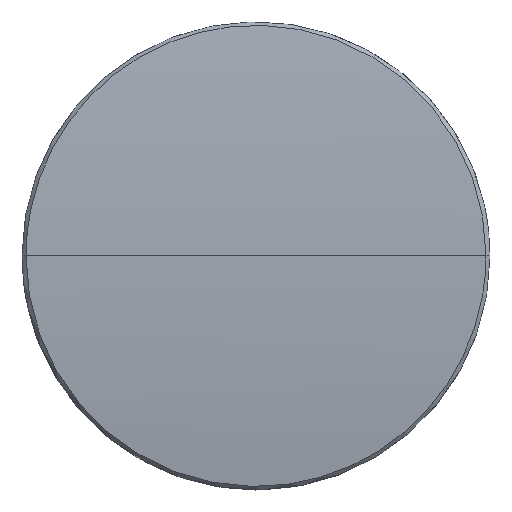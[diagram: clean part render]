
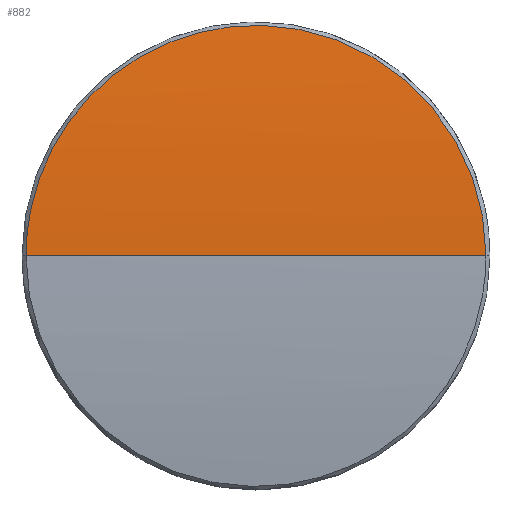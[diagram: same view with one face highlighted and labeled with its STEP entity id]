
A CAD part, top view. The second image highlights one B-rep face of the part: STEP entity #882.
In plain terms, the highlighted cylindrical face has radius 81.93 mm (diameter 163.86 mm), a partial arc.
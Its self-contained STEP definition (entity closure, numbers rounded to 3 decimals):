
#6 = CARTESIAN_POINT ( 'NONE',  ( 1.499, 11.436, 2.698 ) ) ;
#117 = CARTESIAN_POINT ( 'NONE',  ( -3.706, 10.92, 2.769 ) ) ;
#130 = CARTESIAN_POINT ( 'NONE',  ( 11.35, 1.892, 3.479 ) ) ;
#148 = VERTEX_POINT ( 'NONE', #1085 ) ;
#156 = CARTESIAN_POINT ( 'NONE',  ( -9.771, 6.091, 3.274 ) ) ;
#177 = CARTESIAN_POINT ( 'NONE',  ( 11.111, 2.995, 3.446 ) ) ;
#191 = CYLINDRICAL_SURFACE ( 'NONE', #769, 81.93 ) ;
#198 = CARTESIAN_POINT ( 'NONE',  ( 10.893, 3.714, 3.416 ) ) ;
#205 = CARTESIAN_POINT ( 'NONE',  ( -10.95, 3.527, 3.424 ) ) ;
#316 = CARTESIAN_POINT ( 'NONE',  ( -2.618, 11.232, 2.726 ) ) ;
#326 = CARTESIAN_POINT ( 'NONE',  ( 6.7, 9.377, 2.962 ) ) ;
#372 = CARTESIAN_POINT ( 'NONE',  ( 11.481, 0.758, 3.497 ) ) ;
#385 = CARTESIAN_POINT ( 'NONE',  ( 9.14, 7.036, 3.199 ) ) ;
#390 = EDGE_CURVE ( 'NONE', #148, #2443, #1754, .T. ) ;
#501 = ORIENTED_EDGE ( 'NONE', *, *, #390, .T. ) ;
#519 = CARTESIAN_POINT ( 'NONE',  ( -5.752, 9.984, 2.889 ) ) ;
#560 = DIRECTION ( 'NONE',  ( 0., 0., 1. ) ) ;
#569 = CARTESIAN_POINT ( 'NONE',  ( -6.076, 9.789, 2.913 ) ) ;
#573 = CARTESIAN_POINT ( 'NONE',  ( -9.964, 5.769, 3.297 ) ) ;
#580 = CARTESIAN_POINT ( 'NONE',  ( 11.407, 1.515, 3.487 ) ) ;
#608 = CARTESIAN_POINT ( 'NONE',  ( 8.664, 7.618, 3.147 ) ) ;
#719 = CARTESIAN_POINT ( 'NONE',  ( 7.862, 8.422, 3.066 ) ) ;
#756 = CARTESIAN_POINT ( 'NONE',  ( 40., 0., -78.43 ) ) ;
#764 = CARTESIAN_POINT ( 'NONE',  ( -1.503, 11.455, 2.695 ) ) ;
#769 = AXIS2_PLACEMENT_3D ( 'NONE', #756, #1524, #560 ) ;
#774 = CARTESIAN_POINT ( 'NONE',  ( 11.5, 0.38, 3.5 ) ) ;
#786 = CARTESIAN_POINT ( 'NONE',  ( 5.757, 9.987, 2.889 ) ) ;
#791 = CARTESIAN_POINT ( 'NONE',  ( -11.407, 1.51, 3.487 ) ) ;
#796 = CARTESIAN_POINT ( 'NONE',  ( -7.864, 8.42, 3.066 ) ) ;
#799 = CARTESIAN_POINT ( 'NONE',  ( 0.936, 11.491, 2.69 ) ) ;
#874 = EDGE_LOOP ( 'NONE', ( #2022, #501 ) ) ;
#882 = ADVANCED_FACE ( 'NONE', ( #1951 ), #191, .T. ) ;
#906 = CARTESIAN_POINT ( 'NONE',  ( 4.745, 10.508, 2.823 ) ) ;
#951 = CARTESIAN_POINT ( 'NONE',  ( 4.05, 10.796, 2.785 ) ) ;
#971 = CARTESIAN_POINT ( 'NONE',  ( 10.55, 4.592, 3.371 ) ) ;
#983 = CARTESIAN_POINT ( 'NONE',  ( 10.767, 4.067, 3.399 ) ) ;
#1085 = CARTESIAN_POINT ( 'NONE',  ( 11.5, 0., 3.5 ) ) ;
#1130 = CARTESIAN_POINT ( 'NONE',  ( -11.352, 1.881, 3.479 ) ) ;
#1155 = CARTESIAN_POINT ( 'NONE',  ( 7.001, 9.153, 2.987 ) ) ;
#1160 = CARTESIAN_POINT ( 'NONE',  ( -10.695, 4.243, 3.39 ) ) ;
#1177 = CARTESIAN_POINT ( 'NONE',  ( -8.397, 7.886, 3.12 ) ) ;
#1266 = DIRECTION ( 'NONE',  ( -1., 0., 0. ) ) ;
#1287 = CARTESIAN_POINT ( 'NONE',  ( 0.181, 11.528, 2.685 ) ) ;
#1331 = CARTESIAN_POINT ( 'NONE',  ( -7.01, 9.147, 2.988 ) ) ;
#1334 = CARTESIAN_POINT ( 'NONE',  ( -6.237, 9.687, 2.925 ) ) ;
#1344 = CARTESIAN_POINT ( 'NONE',  ( -6.707, 9.372, 2.962 ) ) ;
#1347 = CARTESIAN_POINT ( 'NONE',  ( 10.312, 5.107, 3.341 ) ) ;
#1360 = CARTESIAN_POINT ( 'NONE',  ( 3.696, 10.923, 2.768 ) ) ;
#1363 = CARTESIAN_POINT ( 'NONE',  ( -11.114, 2.985, 3.446 ) ) ;
#1382 = CARTESIAN_POINT ( 'NONE',  ( -9.128, 7.022, 3.199 ) ) ;
#1488 = CARTESIAN_POINT ( 'NONE',  ( -4.752, 10.505, 2.824 ) ) ;
#1524 = DIRECTION ( 'NONE',  ( -1., 0., 0. ) ) ;
#1533 = CARTESIAN_POINT ( 'NONE',  ( -5.09, 10.344, 2.844 ) ) ;
#1538 = CARTESIAN_POINT ( 'NONE',  ( -10.89, 3.709, 3.416 ) ) ;
#1543 = CARTESIAN_POINT ( 'NONE',  ( -7.588, 8.67, 3.04 ) ) ;
#1551 = CARTESIAN_POINT ( 'NONE',  ( -10.317, 5.106, 3.341 ) ) ;
#1560 = CARTESIAN_POINT ( 'NONE',  ( 2.977, 11.137, 2.739 ) ) ;
#1564 = CARTESIAN_POINT ( 'NONE',  ( -11.5, 0.38, 3.5 ) ) ;
#1573 = CARTESIAN_POINT ( 'NONE',  ( -0.756, 11.528, 2.685 ) ) ;
#1580 = CARTESIAN_POINT ( 'NONE',  ( -8.648, 7.608, 3.146 ) ) ;
#1685 = EDGE_CURVE ( 'NONE', #148, #2443, #2232, .T. ) ;
#1693 = CARTESIAN_POINT ( 'NONE',  ( 0.748, 11.505, 2.688 ) ) ;
#1753 = CARTESIAN_POINT ( 'NONE',  ( -11.481, 0.759, 3.497 ) ) ;
#1754 = B_SPLINE_CURVE_WITH_KNOTS ( 'NONE', 3,
 ( #2334, #774, #372, #580, #130, #1958, #177, #198, #983, #971, #1761, #1347, #2355, #2537, #2136, #385, #608, #719, #1931, #1155, #326, #1945, #786, #1772, #906, #951, #1360, #2069, #1560, #2510, #2080, #2344, #6, #799, #1693, #2320, #1287, #1573, #764, #316, #1876, #117, #2463, #1488, #1533, #2272, #519, #569, #1334, #1344, #1331, #1543, #796, #1177, #1580, #1382, #1778, #156, #573, #1551, #2311, #1160, #1964, #1538, #205, #1363, #2155, #1130, #791, #1753, #1564, #2529 ),
 .UNSPECIFIED., .F., .F.,
 ( 4, 2, 2, 2, 2, 2, 2, 2, 2, 2, 2, 2, 2, 2, 2, 2, 2, 2, 2, 2, 2, 2, 2, 2, 2, 2, 2, 2, 2, 2, 2, 2, 2, 2, 2, 4 ),
 ( 0.5, 0.516, 0.531, 0.547, 0.563, 0.57, 0.578, 0.594, 0.625, 0.641, 0.656, 0.672, 0.688, 0.703, 0.711, 0.719, 0.734, 0.742, 0.75, 0.781, 0.797, 0.813, 0.828, 0.836, 0.844, 0.859, 0.875, 0.891, 0.906, 0.922, 0.938, 0.945, 0.953, 0.969, 0.984, 1. ),
 .UNSPECIFIED. ) ;
#1761 = CARTESIAN_POINT ( 'NONE',  ( 10.474, 4.764, 3.361 ) ) ;
#1772 = CARTESIAN_POINT ( 'NONE',  ( 5.089, 10.345, 2.844 ) ) ;
#1778 = CARTESIAN_POINT ( 'NONE',  ( -9.354, 6.716, 3.225 ) ) ;
#1866 = CARTESIAN_POINT ( 'NONE',  ( -11.5, 0., 3.5 ) ) ;
#1876 = CARTESIAN_POINT ( 'NONE',  ( -2.988, 11.139, 2.739 ) ) ;
#1931 = CARTESIAN_POINT ( 'NONE',  ( 7.581, 8.677, 3.039 ) ) ;
#1945 = CARTESIAN_POINT ( 'NONE',  ( 6.077, 9.794, 2.912 ) ) ;
#1951 = FACE_OUTER_BOUND ( 'NONE', #874, .T. ) ;
#1958 = CARTESIAN_POINT ( 'NONE',  ( 11.203, 2.63, 3.458 ) ) ;
#1964 = CARTESIAN_POINT ( 'NONE',  ( -10.763, 4.066, 3.399 ) ) ;
#2022 = ORIENTED_EDGE ( 'NONE', *, *, #1685, .F. ) ;
#2069 = CARTESIAN_POINT ( 'NONE',  ( 3.157, 11.087, 2.746 ) ) ;
#2080 = CARTESIAN_POINT ( 'NONE',  ( 2.431, 11.269, 2.721 ) ) ;
#2136 = CARTESIAN_POINT ( 'NONE',  ( 9.765, 6.1, 3.273 ) ) ;
#2155 = CARTESIAN_POINT ( 'NONE',  ( -11.206, 2.619, 3.459 ) ) ;
#2232 = LINE ( 'NONE', #2246, #2316 ) ;
#2246 = CARTESIAN_POINT ( 'NONE',  ( 40., 0., 3.5 ) ) ;
#2272 = CARTESIAN_POINT ( 'NONE',  ( -5.588, 10.077, 2.878 ) ) ;
#2311 = CARTESIAN_POINT ( 'NONE',  ( -10.477, 4.768, 3.362 ) ) ;
#2316 = VECTOR ( 'NONE', #1266, 1000. ) ;
#2320 = CARTESIAN_POINT ( 'NONE',  ( 0.371, 11.524, 2.685 ) ) ;
#2334 = CARTESIAN_POINT ( 'NONE',  ( 11.5, 0., 3.5 ) ) ;
#2344 = CARTESIAN_POINT ( 'NONE',  ( 1.875, 11.38, 2.706 ) ) ;
#2355 = CARTESIAN_POINT ( 'NONE',  ( 10.226, 5.278, 3.33 ) ) ;
#2443 = VERTEX_POINT ( 'NONE', #1866 ) ;
#2463 = CARTESIAN_POINT ( 'NONE',  ( -4.06, 10.792, 2.786 ) ) ;
#2510 = CARTESIAN_POINT ( 'NONE',  ( 2.613, 11.228, 2.727 ) ) ;
#2529 = CARTESIAN_POINT ( 'NONE',  ( -11.5, 0., 3.5 ) ) ;
#2537 = CARTESIAN_POINT ( 'NONE',  ( 9.959, 5.777, 3.296 ) ) ;
